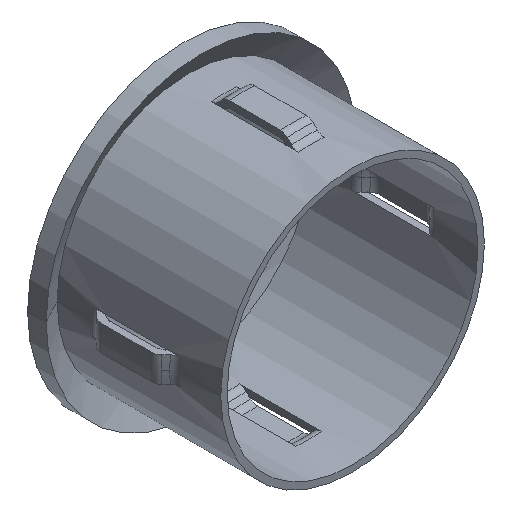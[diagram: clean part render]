
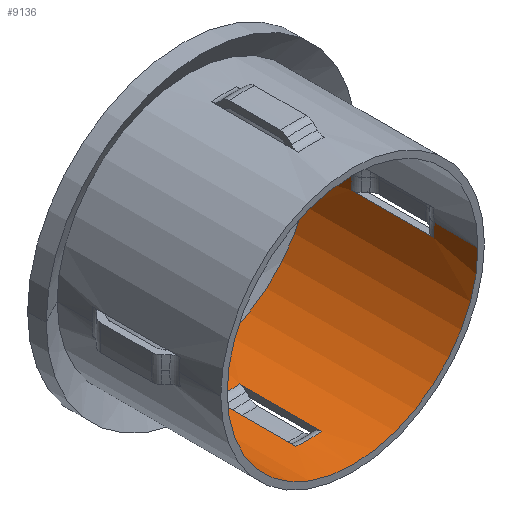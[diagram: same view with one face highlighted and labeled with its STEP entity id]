
A CAD part, isometric view. The second image highlights one B-rep face of the part: STEP entity #9136.
In plain terms, the highlighted cylindrical face has radius 19.5 mm (diameter 39 mm), a partial arc.
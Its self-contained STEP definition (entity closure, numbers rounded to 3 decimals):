
#95 = EDGE_CURVE ( 'NONE', #7561, #2962, #9892, .T. ) ;
#183 = ORIENTED_EDGE ( 'NONE', *, *, #2571, .F. ) ;
#569 = VERTEX_POINT ( 'NONE', #10790 ) ;
#826 = CIRCLE ( 'NONE', #15593, 19.5 ) ;
#919 = VERTEX_POINT ( 'NONE', #1985 ) ;
#1035 = CARTESIAN_POINT ( 'NONE',  ( -19.397, 6.829, -2. ) ) ;
#1088 = CARTESIAN_POINT ( 'NONE',  ( 19.5, 19.586, 0. ) ) ;
#1387 = ORIENTED_EDGE ( 'NONE', *, *, #6675, .T. ) ;
#1917 = CARTESIAN_POINT ( 'NONE',  ( -19.5, 30.1, 0. ) ) ;
#1985 = CARTESIAN_POINT ( 'NONE',  ( 19.5, 25.913, 0. ) ) ;
#2072 = DIRECTION ( 'NONE',  ( 0., -1., 0. ) ) ;
#2118 = FACE_OUTER_BOUND ( 'NONE', #9808, .T. ) ;
#2195 = VERTEX_POINT ( 'NONE', #14217 ) ;
#2264 = CARTESIAN_POINT ( 'NONE',  ( 19.397, 20., -2. ) ) ;
#2340 = VERTEX_POINT ( 'NONE', #4254 ) ;
#2519 = AXIS2_PLACEMENT_3D ( 'NONE', #6629, #7818, #5327 ) ;
#2571 = EDGE_CURVE ( 'NONE', #16416, #13941, #5846, .T. ) ;
#2630 = ORIENTED_EDGE ( 'NONE', *, *, #11188, .F. ) ;
#2811 = ORIENTED_EDGE ( 'NONE', *, *, #95, .T. ) ;
#2813 = LINE ( 'NONE', #3208, #15164 ) ;
#2962 = VERTEX_POINT ( 'NONE', #6936 ) ;
#3071 = EDGE_CURVE ( 'NONE', #13941, #14524, #16379, .T. ) ;
#3208 = CARTESIAN_POINT ( 'NONE',  ( -19.397, 20., -2. ) ) ;
#3498 = ORIENTED_EDGE ( 'NONE', *, *, #3071, .F. ) ;
#3526 = DIRECTION ( 'NONE',  ( 0., -1., 0. ) ) ;
#3631 = CARTESIAN_POINT ( 'NONE',  ( 0., 6.829, 0. ) ) ;
#3704 = VERTEX_POINT ( 'NONE', #15292 ) ;
#3714 = CARTESIAN_POINT ( 'NONE',  ( 0., 19.586, 0. ) ) ;
#3751 = DIRECTION ( 'NONE',  ( 0., -1., 0. ) ) ;
#3785 = DIRECTION ( 'NONE',  ( 0., -1., 0. ) ) ;
#3886 = CARTESIAN_POINT ( 'NONE',  ( -2., 20., -19.397 ) ) ;
#3968 = ORIENTED_EDGE ( 'NONE', *, *, #7644, .T. ) ;
#4254 = CARTESIAN_POINT ( 'NONE',  ( -19.5, 25.913, 0. ) ) ;
#4312 = ORIENTED_EDGE ( 'NONE', *, *, #5408, .T. ) ;
#4968 = EDGE_LOOP ( 'NONE', ( #5612, #8741, #2811, #13744 ) ) ;
#4995 = EDGE_CURVE ( 'NONE', #8912, #7320, #2813, .T. ) ;
#5121 = DIRECTION ( 'NONE',  ( 1., 0., 0. ) ) ;
#5280 = CARTESIAN_POINT ( 'NONE',  ( -19.5, 19.586, 0. ) ) ;
#5327 = DIRECTION ( 'NONE',  ( 1., 0., 0. ) ) ;
#5408 = EDGE_CURVE ( 'NONE', #6932, #8912, #9210, .T. ) ;
#5583 = DIRECTION ( 'NONE',  ( 0., -1., 0. ) ) ;
#5612 = ORIENTED_EDGE ( 'NONE', *, *, #15832, .F. ) ;
#5649 = EDGE_CURVE ( 'NONE', #3704, #7320, #6067, .T. ) ;
#5721 = AXIS2_PLACEMENT_3D ( 'NONE', #3714, #10174, #12632 ) ;
#5846 = LINE ( 'NONE', #2264, #7062 ) ;
#6067 = CIRCLE ( 'NONE', #9752, 19.5 ) ;
#6576 = VERTEX_POINT ( 'NONE', #9604 ) ;
#6629 = CARTESIAN_POINT ( 'NONE',  ( 0., 25.913, 0. ) ) ;
#6675 = EDGE_CURVE ( 'NONE', #569, #2195, #826, .T. ) ;
#6758 = CARTESIAN_POINT ( 'NONE',  ( 19.5, 30.1, 0. ) ) ;
#6905 = FACE_BOUND ( 'NONE', #4968, .T. ) ;
#6932 = VERTEX_POINT ( 'NONE', #5280 ) ;
#6936 = CARTESIAN_POINT ( 'NONE',  ( 2., 19.586, -19.397 ) ) ;
#6963 = DIRECTION ( 'NONE',  ( 1., 0., 0. ) ) ;
#6991 = EDGE_CURVE ( 'NONE', #7561, #6576, #9022, .T. ) ;
#7062 = VECTOR ( 'NONE', #7226, 1000. ) ;
#7111 = DIRECTION ( 'NONE',  ( 1., 0., 0. ) ) ;
#7226 = DIRECTION ( 'NONE',  ( 0., -1., 0. ) ) ;
#7320 = VERTEX_POINT ( 'NONE', #1035 ) ;
#7561 = VERTEX_POINT ( 'NONE', #12208 ) ;
#7644 = EDGE_CURVE ( 'NONE', #2340, #6932, #12167, .T. ) ;
#7769 = ORIENTED_EDGE ( 'NONE', *, *, #11538, .F. ) ;
#7818 = DIRECTION ( 'NONE',  ( 0., -1., 0. ) ) ;
#7895 = CIRCLE ( 'NONE', #11739, 19.5 ) ;
#8094 = DIRECTION ( 'NONE',  ( 0., -1., 0. ) ) ;
#8139 = CARTESIAN_POINT ( 'NONE',  ( 0., 19.586, 0. ) ) ;
#8150 = DIRECTION ( 'NONE',  ( 0., -1., 0. ) ) ;
#8309 = LINE ( 'NONE', #13497, #11657 ) ;
#8333 = CYLINDRICAL_SURFACE ( 'NONE', #15406, 19.5 ) ;
#8515 = ORIENTED_EDGE ( 'NONE', *, *, #16205, .T. ) ;
#8526 = CARTESIAN_POINT ( 'NONE',  ( 0., 19.586, 0. ) ) ;
#8530 = EDGE_CURVE ( 'NONE', #3704, #569, #16059, .T. ) ;
#8741 = ORIENTED_EDGE ( 'NONE', *, *, #6991, .F. ) ;
#8850 = CARTESIAN_POINT ( 'NONE',  ( 19.397, 6.829, -2. ) ) ;
#8912 = VERTEX_POINT ( 'NONE', #11148 ) ;
#9000 = ORIENTED_EDGE ( 'NONE', *, *, #13593, .F. ) ;
#9022 = LINE ( 'NONE', #3886, #13180 ) ;
#9120 = VECTOR ( 'NONE', #3751, 1000. ) ;
#9136 = ADVANCED_FACE ( 'NONE', ( #6905, #2118 ), #8333, .F. ) ;
#9210 = CIRCLE ( 'NONE', #13795, 19.5 ) ;
#9604 = CARTESIAN_POINT ( 'NONE',  ( -2., 6.829, -19.397 ) ) ;
#9618 = DIRECTION ( 'NONE',  ( 0., -1., 0. ) ) ;
#9739 = DIRECTION ( 'NONE',  ( 0., -1., 0. ) ) ;
#9742 = AXIS2_PLACEMENT_3D ( 'NONE', #8139, #5583, #15715 ) ;
#9752 = AXIS2_PLACEMENT_3D ( 'NONE', #15359, #3785, #5121 ) ;
#9808 = EDGE_LOOP ( 'NONE', ( #7769, #3968, #4312, #14349, #16349, #10414, #1387, #2630, #3498, #183, #8515, #9000 ) ) ;
#9887 = CIRCLE ( 'NONE', #9742, 19.5 ) ;
#9892 = CIRCLE ( 'NONE', #5721, 19.5 ) ;
#10174 = DIRECTION ( 'NONE',  ( 0., -1., 0. ) ) ;
#10414 = ORIENTED_EDGE ( 'NONE', *, *, #8530, .T. ) ;
#10545 = CARTESIAN_POINT ( 'NONE',  ( 2., 6.829, -19.397 ) ) ;
#10549 = VERTEX_POINT ( 'NONE', #1088 ) ;
#10557 = AXIS2_PLACEMENT_3D ( 'NONE', #3631, #3526, #16258 ) ;
#10615 = CARTESIAN_POINT ( 'NONE',  ( 0., 30.1, 0. ) ) ;
#10724 = DIRECTION ( 'NONE',  ( 1., 0., 0. ) ) ;
#10790 = CARTESIAN_POINT ( 'NONE',  ( -19.5, 0., 0. ) ) ;
#10819 = DIRECTION ( 'NONE',  ( 0., -1., 0. ) ) ;
#10889 = VECTOR ( 'NONE', #13063, 1000. ) ;
#11041 = DIRECTION ( 'NONE',  ( 1., 0., 0. ) ) ;
#11148 = CARTESIAN_POINT ( 'NONE',  ( -19.397, 19.586, -2. ) ) ;
#11188 = EDGE_CURVE ( 'NONE', #14524, #2195, #11638, .T. ) ;
#11538 = EDGE_CURVE ( 'NONE', #2340, #919, #14031, .T. ) ;
#11638 = LINE ( 'NONE', #6758, #14630 ) ;
#11657 = VECTOR ( 'NONE', #9618, 1000. ) ;
#11739 = AXIS2_PLACEMENT_3D ( 'NONE', #15725, #8150, #10724 ) ;
#12030 = DIRECTION ( 'NONE',  ( 0., -1., 0. ) ) ;
#12167 = LINE ( 'NONE', #1917, #14776 ) ;
#12208 = CARTESIAN_POINT ( 'NONE',  ( -2., 19.586, -19.397 ) ) ;
#12408 = DIRECTION ( 'NONE',  ( 0., -1., 0. ) ) ;
#12430 = CARTESIAN_POINT ( 'NONE',  ( 0., 0., 0. ) ) ;
#12632 = DIRECTION ( 'NONE',  ( 1., 0., 0. ) ) ;
#12742 = VERTEX_POINT ( 'NONE', #10545 ) ;
#12819 = DIRECTION ( 'NONE',  ( 0., -1., 0. ) ) ;
#13063 = DIRECTION ( 'NONE',  ( 0., -1., 0. ) ) ;
#13180 = VECTOR ( 'NONE', #12819, 1000. ) ;
#13497 = CARTESIAN_POINT ( 'NONE',  ( 2., 20., -19.397 ) ) ;
#13593 = EDGE_CURVE ( 'NONE', #919, #10549, #14295, .T. ) ;
#13744 = ORIENTED_EDGE ( 'NONE', *, *, #16351, .T. ) ;
#13795 = AXIS2_PLACEMENT_3D ( 'NONE', #8526, #9739, #7111 ) ;
#13941 = VERTEX_POINT ( 'NONE', #8850 ) ;
#14031 = CIRCLE ( 'NONE', #2519, 19.5 ) ;
#14217 = CARTESIAN_POINT ( 'NONE',  ( 19.5, 0., 0. ) ) ;
#14295 = LINE ( 'NONE', #15500, #10889 ) ;
#14349 = ORIENTED_EDGE ( 'NONE', *, *, #4995, .T. ) ;
#14524 = VERTEX_POINT ( 'NONE', #14912 ) ;
#14630 = VECTOR ( 'NONE', #12030, 1000. ) ;
#14673 = CARTESIAN_POINT ( 'NONE',  ( 19.397, 19.586, -2. ) ) ;
#14776 = VECTOR ( 'NONE', #10819, 1000. ) ;
#14912 = CARTESIAN_POINT ( 'NONE',  ( 19.5, 6.829, 0. ) ) ;
#15164 = VECTOR ( 'NONE', #12408, 1000. ) ;
#15292 = CARTESIAN_POINT ( 'NONE',  ( -19.5, 6.829, 0. ) ) ;
#15359 = CARTESIAN_POINT ( 'NONE',  ( 0., 6.829, 0. ) ) ;
#15380 = CARTESIAN_POINT ( 'NONE',  ( -19.5, 30.1, 0. ) ) ;
#15406 = AXIS2_PLACEMENT_3D ( 'NONE', #10615, #8094, #6963 ) ;
#15500 = CARTESIAN_POINT ( 'NONE',  ( 19.5, 30.1, 0. ) ) ;
#15593 = AXIS2_PLACEMENT_3D ( 'NONE', #12430, #2072, #11041 ) ;
#15715 = DIRECTION ( 'NONE',  ( 1., 0., 0. ) ) ;
#15725 = CARTESIAN_POINT ( 'NONE',  ( 0., 6.829, 0. ) ) ;
#15832 = EDGE_CURVE ( 'NONE', #6576, #12742, #7895, .T. ) ;
#16059 = LINE ( 'NONE', #15380, #9120 ) ;
#16205 = EDGE_CURVE ( 'NONE', #16416, #10549, #9887, .T. ) ;
#16258 = DIRECTION ( 'NONE',  ( 1., 0., 0. ) ) ;
#16349 = ORIENTED_EDGE ( 'NONE', *, *, #5649, .F. ) ;
#16351 = EDGE_CURVE ( 'NONE', #2962, #12742, #8309, .T. ) ;
#16379 = CIRCLE ( 'NONE', #10557, 19.5 ) ;
#16416 = VERTEX_POINT ( 'NONE', #14673 ) ;
